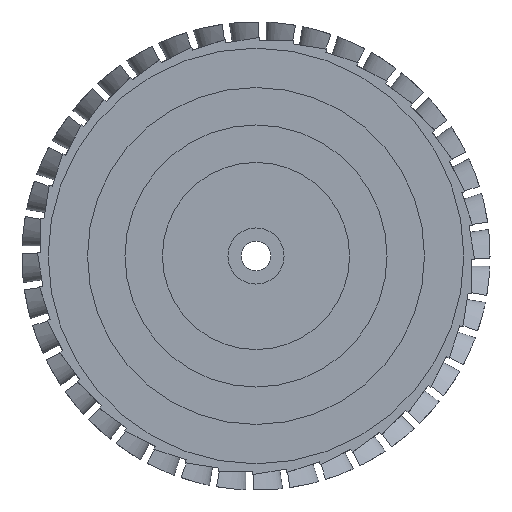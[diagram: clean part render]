
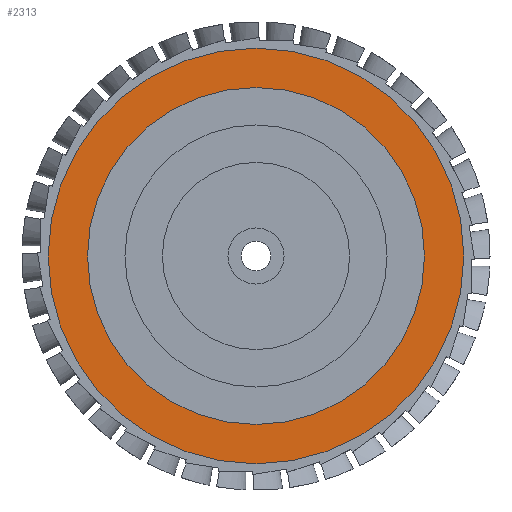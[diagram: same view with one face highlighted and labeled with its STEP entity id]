
A CAD part, front view. The second image highlights one B-rep face of the part: STEP entity #2313.
In plain terms, the highlighted planar face has unit normal (0, -1, 0).
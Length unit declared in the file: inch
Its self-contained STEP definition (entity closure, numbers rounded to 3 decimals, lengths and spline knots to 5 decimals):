
#12 = ORIENTED_EDGE ( 'NONE', *, *, #583, .F. ) ;
#237 = AXIS2_PLACEMENT_3D ( 'NONE', #3393, #5891, #9927 ) ;
#583 = EDGE_CURVE ( 'NONE', #4930, #9600, #7569, .T. ) ;
#1322 = PLANE ( 'NONE',  #8871 ) ;
#1417 = FACE_OUTER_BOUND ( 'NONE', #1758, .T. ) ;
#1758 = EDGE_LOOP ( 'NONE', ( #7072, #4452 ) ) ;
#1879 = CARTESIAN_POINT ( 'NONE',  ( -2.775, -0.15, 0. ) ) ;
#1956 = CARTESIAN_POINT ( 'NONE',  ( 0., -0.15, 0. ) ) ;
#2313 = ADVANCED_FACE ( 'NONE', ( #1417, #4624 ), #1322, .T. ) ;
#3393 = CARTESIAN_POINT ( 'NONE',  ( 0., -0.15, 0. ) ) ;
#3595 = CIRCLE ( 'NONE', #237, 2.775 ) ;
#3640 = AXIS2_PLACEMENT_3D ( 'NONE', #1956, #5157, #8347 ) ;
#3776 = DIRECTION ( 'NONE',  ( 0., -1., 0. ) ) ;
#3935 = VERTEX_POINT ( 'NONE', #1879 ) ;
#4020 = CARTESIAN_POINT ( 'NONE',  ( 2.25, -0.15, 0. ) ) ;
#4452 = ORIENTED_EDGE ( 'NONE', *, *, #5352, .T. ) ;
#4624 = FACE_BOUND ( 'NONE', #7932, .T. ) ;
#4930 = VERTEX_POINT ( 'NONE', #6557 ) ;
#5157 = DIRECTION ( 'NONE',  ( 0., -1., 0. ) ) ;
#5210 = DIRECTION ( 'NONE',  ( 1., 0., 0. ) ) ;
#5306 = DIRECTION ( 'NONE',  ( 0., -1., 0. ) ) ;
#5323 = CARTESIAN_POINT ( 'NONE',  ( 0., -0.15, 0. ) ) ;
#5352 = EDGE_CURVE ( 'NONE', #3935, #5887, #3595, .T. ) ;
#5887 = VERTEX_POINT ( 'NONE', #7737 ) ;
#5891 = DIRECTION ( 'NONE',  ( 0., -1., 0. ) ) ;
#6250 = EDGE_CURVE ( 'NONE', #9600, #4930, #9902, .T. ) ;
#6557 = CARTESIAN_POINT ( 'NONE',  ( -2.25, -0.15, 0. ) ) ;
#6721 = AXIS2_PLACEMENT_3D ( 'NONE', #5323, #8517, #7726 ) ;
#6903 = AXIS2_PLACEMENT_3D ( 'NONE', #9375, #3776, #9474 ) ;
#7072 = ORIENTED_EDGE ( 'NONE', *, *, #8748, .T. ) ;
#7293 = ORIENTED_EDGE ( 'NONE', *, *, #6250, .F. ) ;
#7569 = CIRCLE ( 'NONE', #6903, 2.25 ) ;
#7654 = CARTESIAN_POINT ( 'NONE',  ( 0., -0.15, 0. ) ) ;
#7726 = DIRECTION ( 'NONE',  ( 1., 0., 0. ) ) ;
#7737 = CARTESIAN_POINT ( 'NONE',  ( 2.775, -0.15, 0. ) ) ;
#7932 = EDGE_LOOP ( 'NONE', ( #7293, #12 ) ) ;
#8151 = CIRCLE ( 'NONE', #3640, 2.775 ) ;
#8347 = DIRECTION ( 'NONE',  ( 1., 0., 0. ) ) ;
#8517 = DIRECTION ( 'NONE',  ( 0., -1., 0. ) ) ;
#8748 = EDGE_CURVE ( 'NONE', #5887, #3935, #8151, .T. ) ;
#8871 = AXIS2_PLACEMENT_3D ( 'NONE', #7654, #5306, #5210 ) ;
#9375 = CARTESIAN_POINT ( 'NONE',  ( 0., -0.15, 0. ) ) ;
#9474 = DIRECTION ( 'NONE',  ( 1., 0., 0. ) ) ;
#9600 = VERTEX_POINT ( 'NONE', #4020 ) ;
#9902 = CIRCLE ( 'NONE', #6721, 2.25 ) ;
#9927 = DIRECTION ( 'NONE',  ( 1., 0., 0. ) ) ;
